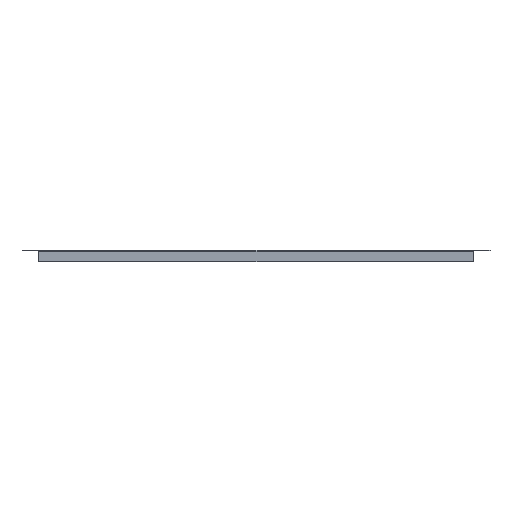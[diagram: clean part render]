
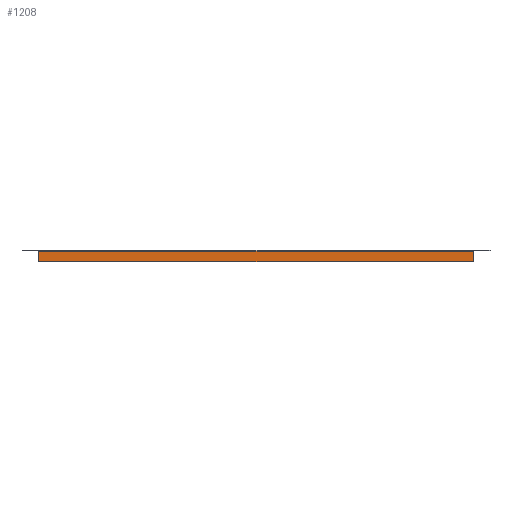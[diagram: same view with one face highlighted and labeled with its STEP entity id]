
A CAD part, front view. The second image highlights one B-rep face of the part: STEP entity #1208.
In plain terms, the highlighted planar face has unit normal (0, -1, 0).
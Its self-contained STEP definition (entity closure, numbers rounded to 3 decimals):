
#185 = VECTOR ( 'NONE', #587, 1000. ) ;
#242 = VERTEX_POINT ( 'NONE', #1360 ) ;
#257 = CARTESIAN_POINT ( 'NONE',  ( 691.5, -551.5, -2. ) ) ;
#353 = CARTESIAN_POINT ( 'NONE',  ( 26., -551.5, -18. ) ) ;
#357 = ORIENTED_EDGE ( 'NONE', *, *, #970, .T. ) ;
#372 = VERTEX_POINT ( 'NONE', #2548 ) ;
#453 = LINE ( 'NONE', #1285, #1200 ) ;
#491 = EDGE_LOOP ( 'NONE', ( #1742, #1199, #819, #357 ) ) ;
#587 = DIRECTION ( 'NONE',  ( 0., 0., -1. ) ) ;
#598 = LINE ( 'NONE', #1434, #185 ) ;
#691 = CARTESIAN_POINT ( 'NONE',  ( 691.5, -551.5, -2. ) ) ;
#819 = ORIENTED_EDGE ( 'NONE', *, *, #1965, .T. ) ;
#912 = DIRECTION ( 'NONE',  ( 1., 0., 0. ) ) ;
#964 = VERTEX_POINT ( 'NONE', #353 ) ;
#970 = EDGE_CURVE ( 'NONE', #242, #2431, #1195, .T. ) ;
#1195 = LINE ( 'NONE', #2605, #1914 ) ;
#1199 = ORIENTED_EDGE ( 'NONE', *, *, #2251, .T. ) ;
#1200 = VECTOR ( 'NONE', #1297, 1000. ) ;
#1208 = ADVANCED_FACE ( 'NONE', ( #1258 ), #1901, .F. ) ;
#1258 = FACE_OUTER_BOUND ( 'NONE', #491, .T. ) ;
#1285 = CARTESIAN_POINT ( 'NONE',  ( 0., -551.5, -18. ) ) ;
#1297 = DIRECTION ( 'NONE',  ( 1., 0., 0. ) ) ;
#1360 = CARTESIAN_POINT ( 'NONE',  ( 691.5, -551.5, -18. ) ) ;
#1434 = CARTESIAN_POINT ( 'NONE',  ( 26., -551.5, 0. ) ) ;
#1442 = DIRECTION ( 'NONE',  ( 0., 0., 1. ) ) ;
#1550 = DIRECTION ( 'NONE',  ( 0., 0., 1. ) ) ;
#1742 = ORIENTED_EDGE ( 'NONE', *, *, #2421, .F. ) ;
#1901 = PLANE ( 'NONE',  #2716 ) ;
#1914 = VECTOR ( 'NONE', #1550, 1000. ) ;
#1965 = EDGE_CURVE ( 'NONE', #964, #242, #453, .T. ) ;
#2106 = CARTESIAN_POINT ( 'NONE',  ( 0., -551.5, 0. ) ) ;
#2251 = EDGE_CURVE ( 'NONE', #372, #964, #598, .T. ) ;
#2289 = VECTOR ( 'NONE', #912, 1000. ) ;
#2421 = EDGE_CURVE ( 'NONE', #372, #2431, #2591, .T. ) ;
#2431 = VERTEX_POINT ( 'NONE', #257 ) ;
#2548 = CARTESIAN_POINT ( 'NONE',  ( 26., -551.5, -2. ) ) ;
#2591 = LINE ( 'NONE', #691, #2289 ) ;
#2605 = CARTESIAN_POINT ( 'NONE',  ( 691.5, -551.5, 0. ) ) ;
#2716 = AXIS2_PLACEMENT_3D ( 'NONE', #2106, #2720, #1442 ) ;
#2720 = DIRECTION ( 'NONE',  ( 0., 1., 0. ) ) ;
